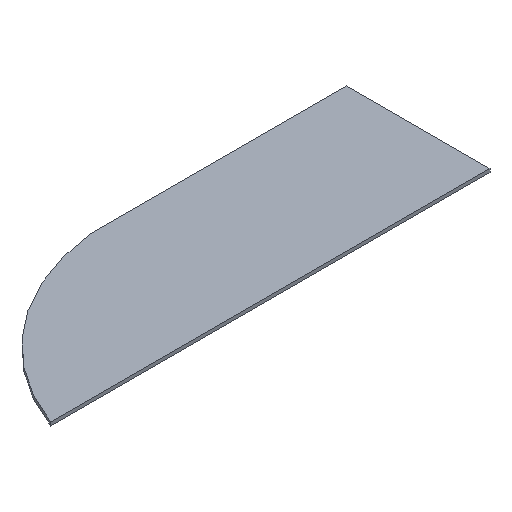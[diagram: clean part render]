
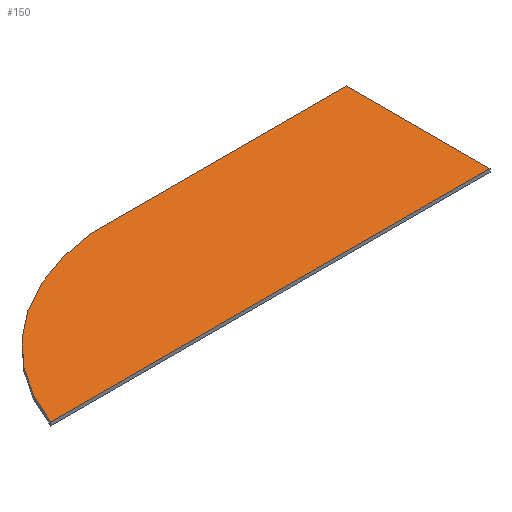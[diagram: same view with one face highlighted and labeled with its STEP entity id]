
A CAD part, isometric view. The second image highlights one B-rep face of the part: STEP entity #150.
In plain terms, the highlighted planar face has unit normal (0, 0, 1).
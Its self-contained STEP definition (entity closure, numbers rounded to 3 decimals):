
#34=DIRECTION('',(1.,0.,0.));
#35=VECTOR('',#34,258.98);
#36=CARTESIAN_POINT('',(-131.114,-41.03,1.));
#37=LINE('',#36,#35);
#38=CARTESIAN_POINT('',(-9.425,-85.297,1.));
#39=DIRECTION('',(0.,0.,1.));
#40=DIRECTION('',(-0.106,0.994,0.));
#41=AXIS2_PLACEMENT_3D('',#38,#39,#40);
#43=DIRECTION('',(-1.,0.,0.));
#44=VECTOR('',#43,150.996);
#45=CARTESIAN_POINT('',(127.866,43.466,1.));
#46=LINE('',#45,#44);
#47=DIRECTION('',(0.,1.,0.));
#48=VECTOR('',#47,84.496);
#49=CARTESIAN_POINT('',(127.866,-41.03,1.));
#50=LINE('',#49,#48);
#59=CARTESIAN_POINT('',(-131.114,-41.03,1.));
#60=CARTESIAN_POINT('',(127.866,-41.03,1.));
#61=VERTEX_POINT('',#59);
#62=VERTEX_POINT('',#60);
#63=CARTESIAN_POINT('',(127.866,43.466,1.));
#64=VERTEX_POINT('',#63);
#65=CARTESIAN_POINT('',(-23.129,43.466,1.));
#66=VERTEX_POINT('',#65);
#139=CARTESIAN_POINT('',(0.,0.,1.));
#140=DIRECTION('',(0.,0.,1.));
#141=DIRECTION('',(1.,0.,0.));
#142=AXIS2_PLACEMENT_3D('',#139,#140,#141);
#143=PLANE('',#142);
#144=ORIENTED_EDGE('',*,*,#91,.F.);
#145=ORIENTED_EDGE('',*,*,#106,.F.);
#146=ORIENTED_EDGE('',*,*,#120,.F.);
#147=ORIENTED_EDGE('',*,*,#133,.F.);
#148=EDGE_LOOP('',(#144,#145,#146,#147));
#149=FACE_OUTER_BOUND('',#148,.F.);
#150=ADVANCED_FACE('',(#149),#143,.T.);
#42=CIRCLE('',#41,129.49);
#91=EDGE_CURVE('',#61,#62,#37,.T.);
#106=EDGE_CURVE('',#66,#61,#42,.T.);
#120=EDGE_CURVE('',#64,#66,#46,.T.);
#133=EDGE_CURVE('',#62,#64,#50,.T.);
